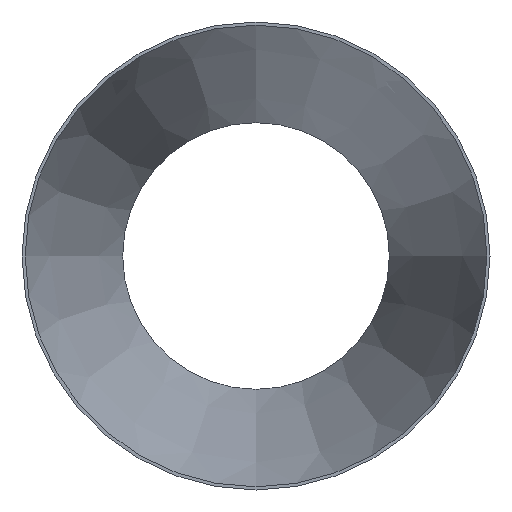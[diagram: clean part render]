
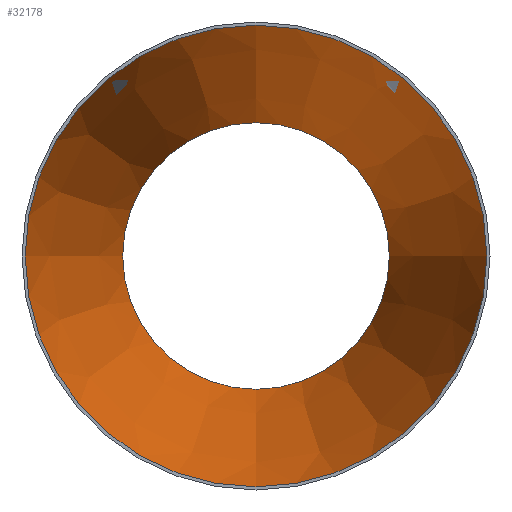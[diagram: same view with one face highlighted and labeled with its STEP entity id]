
A CAD part, front view. The second image highlights one B-rep face of the part: STEP entity #32178.
In plain terms, the highlighted conical face has half-angle 14.036 degrees and reference radius 300.677 mm.
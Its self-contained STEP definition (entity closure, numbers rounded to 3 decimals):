
#3386 = EDGE_LOOP ( 'NONE', ( #33233 ) ) ;
#4801 = DIRECTION ( 'NONE',  ( 0., 0., -1. ) ) ;
#5019 = CARTESIAN_POINT ( 'NONE',  ( 0., 508., 0. ) ) ;
#5056 = FACE_BOUND ( 'NONE', #3386, .T. ) ;
#7701 = VERTEX_POINT ( 'NONE', #18217 ) ;
#9490 = DIRECTION ( 'NONE',  ( 0., 0., -1. ) ) ;
#10575 = DIRECTION ( 'NONE',  ( 0., 0., -1. ) ) ;
#11191 = AXIS2_PLACEMENT_3D ( 'NONE', #5019, #35628, #9490 ) ;
#18217 = CARTESIAN_POINT ( 'NONE',  ( 0., 0., -300.677 ) ) ;
#18691 = AXIS2_PLACEMENT_3D ( 'NONE', #33436, #21602, #10575 ) ;
#20990 = EDGE_LOOP ( 'NONE', ( #47764 ) ) ;
#21602 = DIRECTION ( 'NONE',  ( 0., -1., 0. ) ) ;
#21989 = AXIS2_PLACEMENT_3D ( 'NONE', #36405, #46968, #4801 ) ;
#22482 = CARTESIAN_POINT ( 'NONE',  ( 0., 508., -173.677 ) ) ;
#27861 = FACE_OUTER_BOUND ( 'NONE', #20990, .T. ) ;
#32178 = ADVANCED_FACE ( 'NONE', ( #5056, #27861 ), #36482, .F. ) ;
#33233 = ORIENTED_EDGE ( 'NONE', *, *, #35472, .F. ) ;
#33436 = CARTESIAN_POINT ( 'NONE',  ( 0., 0., 0. ) ) ;
#33560 = VERTEX_POINT ( 'NONE', #22482 ) ;
#33958 = CIRCLE ( 'NONE', #18691, 300.677 ) ;
#35472 = EDGE_CURVE ( 'NONE', #33560, #33560, #48870, .T. ) ;
#35628 = DIRECTION ( 'NONE',  ( 0., -1., 0. ) ) ;
#36405 = CARTESIAN_POINT ( 'NONE',  ( 0., 0., 0. ) ) ;
#36482 = CONICAL_SURFACE ( 'NONE', #21989, 300.677, 0.245 ) ;
#44140 = EDGE_CURVE ( 'NONE', #7701, #7701, #33958, .T. ) ;
#46968 = DIRECTION ( 'NONE',  ( 0., -1., 0. ) ) ;
#47764 = ORIENTED_EDGE ( 'NONE', *, *, #44140, .T. ) ;
#48870 = CIRCLE ( 'NONE', #11191, 173.677 ) ;
